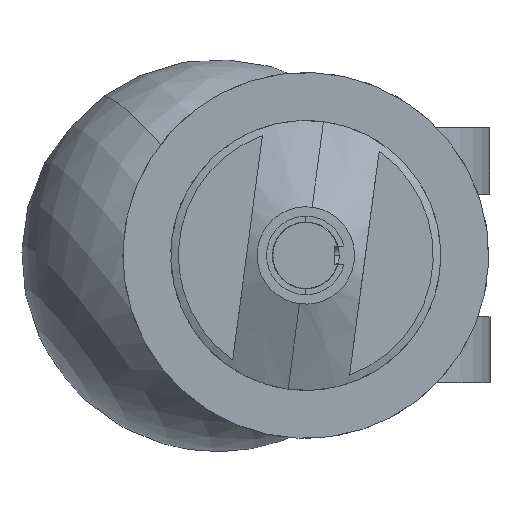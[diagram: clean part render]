
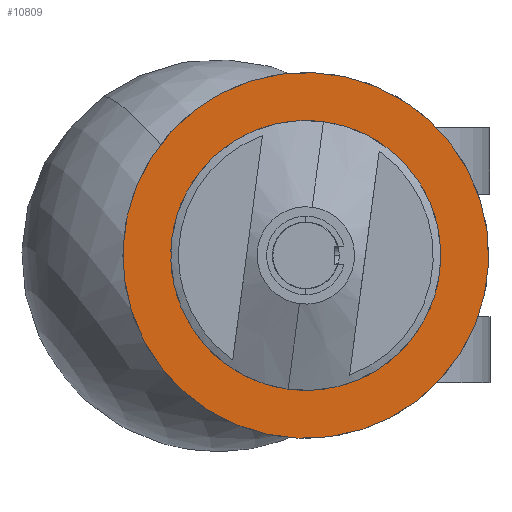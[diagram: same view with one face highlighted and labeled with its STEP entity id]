
A CAD part, left-side view. The second image highlights one B-rep face of the part: STEP entity #10809.
In plain terms, the highlighted planar face has unit normal (-1, 0, 0).
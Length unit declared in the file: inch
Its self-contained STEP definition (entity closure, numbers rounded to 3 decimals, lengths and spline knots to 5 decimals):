
#77 = VERTEX_POINT ( 'NONE', #3499 ) ;
#392 = PLANE ( 'NONE',  #1335 ) ;
#490 = DIRECTION ( 'NONE',  ( -1., 0., 0. ) ) ;
#696 = DIRECTION ( 'NONE',  ( 0., -0.924, -0.382 ) ) ;
#910 = EDGE_CURVE ( 'NONE', #2768, #13269, #5977, .T. ) ;
#986 = VERTEX_POINT ( 'NONE', #12691 ) ;
#1335 = AXIS2_PLACEMENT_3D ( 'NONE', #8906, #5765, #12413 ) ;
#1642 = EDGE_LOOP ( 'NONE', ( #5004, #4514 ) ) ;
#2029 = DIRECTION ( 'NONE',  ( 0., -0.924, -0.382 ) ) ;
#2762 = ORIENTED_EDGE ( 'NONE', *, *, #5387, .F. ) ;
#2768 = VERTEX_POINT ( 'NONE', #3156 ) ;
#3118 = ORIENTED_EDGE ( 'NONE', *, *, #910, .F. ) ;
#3149 = DIRECTION ( 'NONE',  ( -1., 0., 0. ) ) ;
#3156 = CARTESIAN_POINT ( 'NONE',  ( -0.2745, -0.39742, -0.1642 ) ) ;
#3499 = CARTESIAN_POINT ( 'NONE',  ( -0.2745, 0.53836, 0.22243 ) ) ;
#4105 = DIRECTION ( 'NONE',  ( -1., 0., 0. ) ) ;
#4514 = ORIENTED_EDGE ( 'NONE', *, *, #10909, .T. ) ;
#4867 = AXIS2_PLACEMENT_3D ( 'NONE', #6007, #490, #696 ) ;
#5004 = ORIENTED_EDGE ( 'NONE', *, *, #7639, .T. ) ;
#5176 = DIRECTION ( 'NONE',  ( -1., 0., 0. ) ) ;
#5387 = EDGE_CURVE ( 'NONE', #13269, #2768, #7235, .T. ) ;
#5765 = DIRECTION ( 'NONE',  ( 1., 0., 0. ) ) ;
#5977 = CIRCLE ( 'NONE', #8876, 0.43 ) ;
#6007 = CARTESIAN_POINT ( 'NONE',  ( -0.2745, 0., 0. ) ) ;
#6111 = DIRECTION ( 'NONE',  ( 0., -0.924, -0.382 ) ) ;
#7235 = CIRCLE ( 'NONE', #9651, 0.43 ) ;
#7381 = CARTESIAN_POINT ( 'NONE',  ( -0.2745, 0., 0. ) ) ;
#7639 = EDGE_CURVE ( 'NONE', #986, #77, #10253, .T. ) ;
#7775 = AXIS2_PLACEMENT_3D ( 'NONE', #10452, #5176, #6111 ) ;
#8317 = EDGE_LOOP ( 'NONE', ( #3118, #2762 ) ) ;
#8876 = AXIS2_PLACEMENT_3D ( 'NONE', #13747, #4105, #2029 ) ;
#8906 = CARTESIAN_POINT ( 'NONE',  ( -0.2745, -0.22243, 0.53836 ) ) ;
#9511 = CIRCLE ( 'NONE', #7775, 0.5825 ) ;
#9651 = AXIS2_PLACEMENT_3D ( 'NONE', #7381, #3149, #10733 ) ;
#10158 = FACE_OUTER_BOUND ( 'NONE', #1642, .T. ) ;
#10253 = CIRCLE ( 'NONE', #4867, 0.5825 ) ;
#10452 = CARTESIAN_POINT ( 'NONE',  ( -0.2745, 0., 0. ) ) ;
#10733 = DIRECTION ( 'NONE',  ( 0., -0.924, -0.382 ) ) ;
#10809 = ADVANCED_FACE ( 'NONE', ( #13425, #10158 ), #392, .F. ) ;
#10909 = EDGE_CURVE ( 'NONE', #77, #986, #9511, .T. ) ;
#12413 = DIRECTION ( 'NONE',  ( 0., 0.924, 0.382 ) ) ;
#12691 = CARTESIAN_POINT ( 'NONE',  ( -0.2745, -0.53836, -0.22243 ) ) ;
#13269 = VERTEX_POINT ( 'NONE', #13507 ) ;
#13425 = FACE_BOUND ( 'NONE', #8317, .T. ) ;
#13507 = CARTESIAN_POINT ( 'NONE',  ( -0.2745, 0.39742, 0.1642 ) ) ;
#13747 = CARTESIAN_POINT ( 'NONE',  ( -0.2745, 0., 0. ) ) ;
